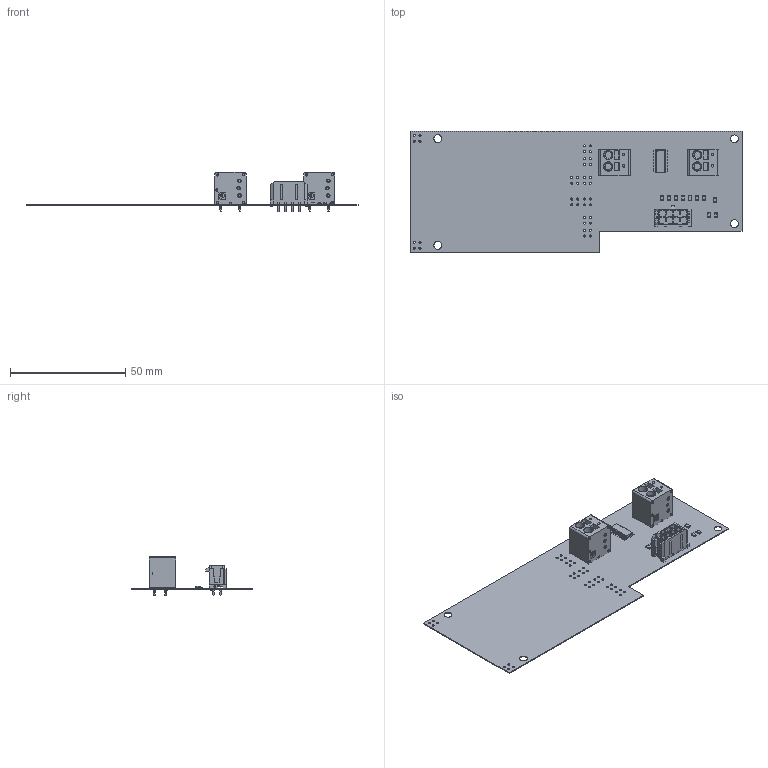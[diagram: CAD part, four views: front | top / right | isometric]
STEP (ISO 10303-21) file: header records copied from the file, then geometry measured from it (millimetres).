
FILE_DESCRIPTION(('Open CASCADE Model'),'2;1');
FILE_NAME('Open CASCADE Shape Model','2021-09-09T15:15:15',('Author'),( 'Open CASCADE'),'Open CASCADE STEP processor 6.8','Open CASCADE 6.8' ,'Unknown');
FILE_SCHEMA(('AUTOMOTIVE_DESIGN { 1 0 10303 214 1 1 1 1 }'));
Length unit declared in the file: millimetre
Products named in the file (49): PCB; Board; Open CASCADE STEP translator 6.8 3.1.1; U1; 6243009296; Open_CASCADE_STEP_translator_6.8_1.1; Body; Open_CASCADE_STEP_translator_6.8_1.2.1; Leader; J2; 6243015296; J1; R7; 6279368592; Extruded; 6279364992; R6; 6243017136; Mid_Body; Terminal; Open_CASCADE_STEP_translator_6.8_5.2.1; Mark; R5; 6168383536; 6168389136; R4; R3; R2; R1; P11; 430450812; Open CASCADE STEP translator 6.8 3.12.1.1; Open CASCADE STEP translator 6.8 3.12.1.2; D2; 150080xS75000; base; cover; housing; marking; base_2 ...
Assembly tree (82 placements, depth 5):
  PCB
    Board
      Open CASCADE STEP translator 6.8 3.1.1
    U1
      6243009296
        Open_CASCADE_STEP_translator_6.8_1.1
        Body
          Open_CASCADE_STEP_translator_6.8_1.2.1
        Leader  x16
    J2
      6243015296
    J1
      6243015296
    R7
      6279368592
        Extruded
      6279364992  x2
        Extruded
    R6
      6243017136
        Mid_Body
        Terminal  x2
          Open_CASCADE_STEP_translator_6.8_5.2.1
        Mark
    R5
      6168383536
        Extruded
      6168389136  x2
        Extruded
    R4
      6168383536
        Extruded
      6168389136  x2
        Extruded
    R3
      6168383536
        Extruded
      6168389136  x2
        Extruded
    R2
      6168383536
        Extruded
      6168389136  x2
        Extruded
    R1
      6168383536
        Extruded
      6168389136  x2
        Extruded
    P11
      430450812
        Open CASCADE STEP translator 6.8 3.12.1.1
        Open CASCADE STEP translator 6.8 3.12.1.2
    D2
      150080xS75000
        base
        cover
        housing
        marking  x2
        base_2
Bounding box: 143.76 x 52.58 x 17.21 mm (x, y, z)
Volume: 7713.7 mm3; surface area: 18204.1 mm2
Topology: 58 solids, 59 shells, 1604 faces, 3801 edges, 2409 vertices
Faces by surface type: plane 1131, cylinder 359, cone 84, sphere 18, bspline 8, torus 4
Full cylindrical faces by diameter (mm): 0.5 x1, 0.9 x40, 1.07 x10, 1.35 x8, 3.4 x4
Entity records: 29912 total; most frequent: CARTESIAN_POINT 5536, DIRECTION 4476, ORIENTED_EDGE 4249, EDGE_CURVE 2125, LINE 1606, VECTOR 1606, AXIS2_PLACEMENT_3D 1435, VERTEX_POINT 1361
